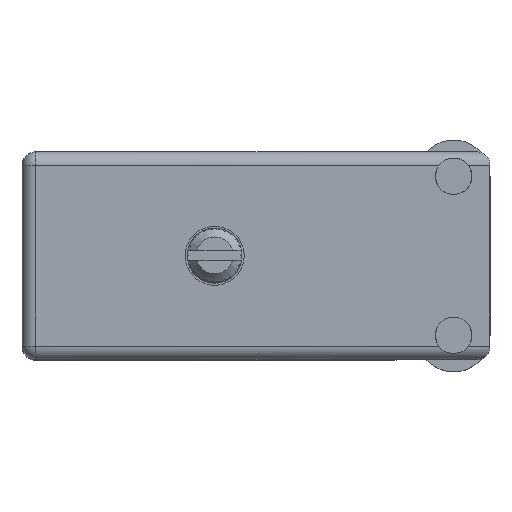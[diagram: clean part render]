
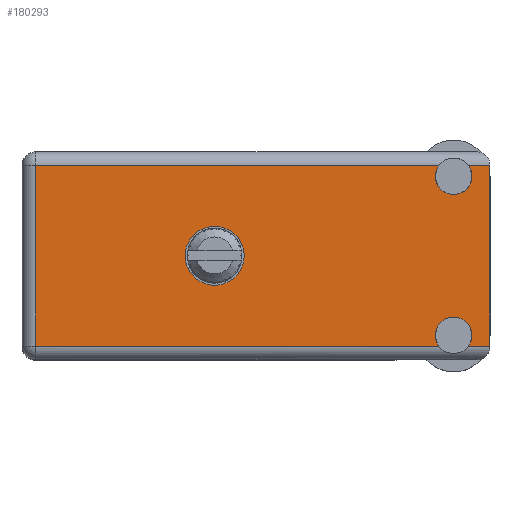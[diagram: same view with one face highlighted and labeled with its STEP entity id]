
A CAD part, top view. The second image highlights one B-rep face of the part: STEP entity #180293.
In plain terms, the highlighted face is planar.
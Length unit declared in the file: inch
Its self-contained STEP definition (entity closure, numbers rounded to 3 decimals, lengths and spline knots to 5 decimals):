
#618 = AXIS2_PLACEMENT_3D ( 'NONE', #70110, #171031, #172918 ) ;
#6899 = AXIS2_PLACEMENT_3D ( 'NONE', #95602, #54244, #157030 ) ;
#9158 = CARTESIAN_POINT ( 'NONE',  ( 1.484, 0.906, -0.5685 ) ) ;
#11198 = CARTESIAN_POINT ( 'NONE',  ( 0.6625, 0.906, -0.459 ) ) ;
#11551 = FACE_OUTER_BOUND ( 'NONE', #42625, .T. ) ;
#14596 = AXIS2_PLACEMENT_3D ( 'NONE', #86372, #73877, #189175 ) ;
#17577 = CARTESIAN_POINT ( 'NONE',  ( 0.047, 0.906, -0.047 ) ) ;
#20961 = CARTESIAN_POINT ( 'NONE',  ( 1.484, 0.906, -0.1465 ) ) ;
#21157 = CARTESIAN_POINT ( 'NONE',  ( 1.609, 0.906, -0.668 ) ) ;
#21748 = EDGE_CURVE ( 'NONE', #76674, #95281, #25938, .T. ) ;
#24035 = CIRCLE ( 'NONE', #54696, 0.0625 ) ;
#24858 = EDGE_CURVE ( 'NONE', #168118, #39722, #134045, .T. ) ;
#25938 = LINE ( 'NONE', #86422, #171266 ) ;
#34953 = ORIENTED_EDGE ( 'NONE', *, *, #40520, .T. ) ;
#39722 = VERTEX_POINT ( 'NONE', #105267 ) ;
#40520 = EDGE_CURVE ( 'NONE', #127822, #184612, #100325, .T. ) ;
#41876 = VERTEX_POINT ( 'NONE', #52329 ) ;
#42146 = CARTESIAN_POINT ( 'NONE',  ( 1.609, 0.906, -0.047 ) ) ;
#42625 = EDGE_LOOP ( 'NONE', ( #34953, #160781, #47616, #137873, #180168, #63157, #84824, #162123, #104735, #186318 ) ) ;
#43156 = DIRECTION ( 'NONE',  ( 0., 0., 1. ) ) ;
#45597 = DIRECTION ( 'NONE',  ( 0., 0., 1. ) ) ;
#45691 = DIRECTION ( 'NONE',  ( -1., 0., 0. ) ) ;
#46628 = CARTESIAN_POINT ( 'NONE',  ( 1.484, 0.906, -0.631 ) ) ;
#47616 = ORIENTED_EDGE ( 'NONE', *, *, #165972, .F. ) ;
#49343 = EDGE_CURVE ( 'NONE', #164056, #55995, #66267, .T. ) ;
#51328 = ORIENTED_EDGE ( 'NONE', *, *, #49343, .F. ) ;
#52329 = CARTESIAN_POINT ( 'NONE',  ( 1.53437, 0.906, -0.047 ) ) ;
#54244 = DIRECTION ( 'NONE',  ( 0., 1., 0. ) ) ;
#54679 = AXIS2_PLACEMENT_3D ( 'NONE', #57529, #146892, #43156 ) ;
#54696 = AXIS2_PLACEMENT_3D ( 'NONE', #77238, #104206, #45597 ) ;
#54739 = PLANE ( 'NONE',  #618 ) ;
#55995 = VERTEX_POINT ( 'NONE', #94472 ) ;
#56815 = AXIS2_PLACEMENT_3D ( 'NONE', #46628, #105226, #166618 ) ;
#57529 = CARTESIAN_POINT ( 'NONE',  ( 1.484, 0.906, -0.084 ) ) ;
#62198 = VECTOR ( 'NONE', #129170, 39.37008 ) ;
#63157 = ORIENTED_EDGE ( 'NONE', *, *, #21748, .T. ) ;
#66267 = CIRCLE ( 'NONE', #167939, 0.1015 ) ;
#70110 = CARTESIAN_POINT ( 'NONE',  ( 0., 0.906, -0.715 ) ) ;
#73306 = EDGE_CURVE ( 'NONE', #174499, #95281, #127364, .T. ) ;
#73877 = DIRECTION ( 'NONE',  ( 0., 1., 0. ) ) ;
#76674 = VERTEX_POINT ( 'NONE', #21157 ) ;
#76895 = CARTESIAN_POINT ( 'NONE',  ( 1.609, 0.906, -0.047 ) ) ;
#77238 = CARTESIAN_POINT ( 'NONE',  ( 1.484, 0.906, -0.084 ) ) ;
#80016 = LINE ( 'NONE', #138603, #98400 ) ;
#80127 = DIRECTION ( 'NONE',  ( 0., 0., 1. ) ) ;
#84824 = ORIENTED_EDGE ( 'NONE', *, *, #73306, .F. ) ;
#85630 = VERTEX_POINT ( 'NONE', #76895 ) ;
#86372 = CARTESIAN_POINT ( 'NONE',  ( 0.6625, 0.906, -0.3575 ) ) ;
#86415 = FACE_BOUND ( 'NONE', #171341, .T. ) ;
#86422 = CARTESIAN_POINT ( 'NONE',  ( 0., 0.906, -0.668 ) ) ;
#86925 = EDGE_CURVE ( 'NONE', #39722, #127822, #165668, .T. ) ;
#87902 = DIRECTION ( 'NONE',  ( 0., 1., 0. ) ) ;
#94472 = CARTESIAN_POINT ( 'NONE',  ( 0.6625, 0.906, -0.256 ) ) ;
#95133 = EDGE_CURVE ( 'NONE', #41876, #85630, #173764, .T. ) ;
#95281 = VERTEX_POINT ( 'NONE', #118029 ) ;
#95602 = CARTESIAN_POINT ( 'NONE',  ( 1.484, 0.906, -0.631 ) ) ;
#98400 = VECTOR ( 'NONE', #186582, 39.37008 ) ;
#100325 = LINE ( 'NONE', #161783, #62198 ) ;
#100324 = VECTOR ( 'NONE', #80127, 39.37008 ) ;
#100735 = DIRECTION ( 'NONE',  ( 1., 0., 0. ) ) ;
#102328 = DIRECTION ( 'NONE',  ( 0., 0., 1. ) ) ;
#104206 = DIRECTION ( 'NONE',  ( 0., 1., 0. ) ) ;
#104735 = ORIENTED_EDGE ( 'NONE', *, *, #24858, .T. ) ;
#105226 = DIRECTION ( 'NONE',  ( 0., 1., 0. ) ) ;
#105267 = CARTESIAN_POINT ( 'NONE',  ( 0.047, 0.906, -0.668 ) ) ;
#108137 = CIRCLE ( 'NONE', #6899, 0.0625 ) ;
#108963 = CARTESIAN_POINT ( 'NONE',  ( 1.43363, 0.906, -0.668 ) ) ;
#110834 = CARTESIAN_POINT ( 'NONE',  ( 0.047, 0.906, -0.715 ) ) ;
#113123 = VECTOR ( 'NONE', #45691, 39.37008 ) ;
#116167 = CIRCLE ( 'NONE', #54679, 0.0625 ) ;
#116917 = EDGE_CURVE ( 'NONE', #55995, #164056, #171042, .T. ) ;
#117188 = DIRECTION ( 'NONE',  ( -1., 0., 0. ) ) ;
#118029 = CARTESIAN_POINT ( 'NONE',  ( 1.53437, 0.906, -0.668 ) ) ;
#118345 = VECTOR ( 'NONE', #100735, 39.37008 ) ;
#120586 = ORIENTED_EDGE ( 'NONE', *, *, #116917, .F. ) ;
#127364 = CIRCLE ( 'NONE', #56815, 0.0625 ) ;
#127822 = VERTEX_POINT ( 'NONE', #17577 ) ;
#129170 = DIRECTION ( 'NONE',  ( 1., 0., 0. ) ) ;
#134045 = LINE ( 'NONE', #136858, #113123 ) ;
#135673 = EDGE_CURVE ( 'NONE', #76674, #85630, #80016, .T. ) ;
#136858 = CARTESIAN_POINT ( 'NONE',  ( 0., 0.906, -0.668 ) ) ;
#137873 = ORIENTED_EDGE ( 'NONE', *, *, #95133, .T. ) ;
#138603 = CARTESIAN_POINT ( 'NONE',  ( 1.609, 0.906, 0. ) ) ;
#146892 = DIRECTION ( 'NONE',  ( 0., 1., 0. ) ) ;
#156096 = EDGE_CURVE ( 'NONE', #187976, #184612, #24035, .T. ) ;
#157030 = DIRECTION ( 'NONE',  ( 0., 0., 1. ) ) ;
#158042 = CARTESIAN_POINT ( 'NONE',  ( 0.6625, 0.906, -0.3575 ) ) ;
#160781 = ORIENTED_EDGE ( 'NONE', *, *, #156096, .F. ) ;
#161783 = CARTESIAN_POINT ( 'NONE',  ( 1.609, 0.906, -0.047 ) ) ;
#162051 = CARTESIAN_POINT ( 'NONE',  ( 1.43363, 0.906, -0.047 ) ) ;
#162123 = ORIENTED_EDGE ( 'NONE', *, *, #182373, .F. ) ;
#164056 = VERTEX_POINT ( 'NONE', #11198 ) ;
#165668 = LINE ( 'NONE', #110834, #100324 ) ;
#165972 = EDGE_CURVE ( 'NONE', #41876, #187976, #116167, .T. ) ;
#166618 = DIRECTION ( 'NONE',  ( 0., 0., 1. ) ) ;
#167939 = AXIS2_PLACEMENT_3D ( 'NONE', #158042, #87902, #102328 ) ;
#168118 = VERTEX_POINT ( 'NONE', #108963 ) ;
#171031 = DIRECTION ( 'NONE',  ( 0., 1., 0. ) ) ;
#171042 = CIRCLE ( 'NONE', #14596, 0.1015 ) ;
#171266 = VECTOR ( 'NONE', #117188, 39.37008 ) ;
#171341 = EDGE_LOOP ( 'NONE', ( #120586, #51328 ) ) ;
#172918 = DIRECTION ( 'NONE',  ( 0., 0., 1. ) ) ;
#173764 = LINE ( 'NONE', #42146, #118345 ) ;
#174499 = VERTEX_POINT ( 'NONE', #9158 ) ;
#180168 = ORIENTED_EDGE ( 'NONE', *, *, #135673, .F. ) ;
#180293 = ADVANCED_FACE ( 'NONE', ( #86415, #11551 ), #54739, .T. ) ;
#182373 = EDGE_CURVE ( 'NONE', #168118, #174499, #108137, .T. ) ;
#184612 = VERTEX_POINT ( 'NONE', #162051 ) ;
#186318 = ORIENTED_EDGE ( 'NONE', *, *, #86925, .T. ) ;
#186582 = DIRECTION ( 'NONE',  ( 0., 0., 1. ) ) ;
#187976 = VERTEX_POINT ( 'NONE', #20961 ) ;
#189175 = DIRECTION ( 'NONE',  ( 0., 0., 1. ) ) ;
